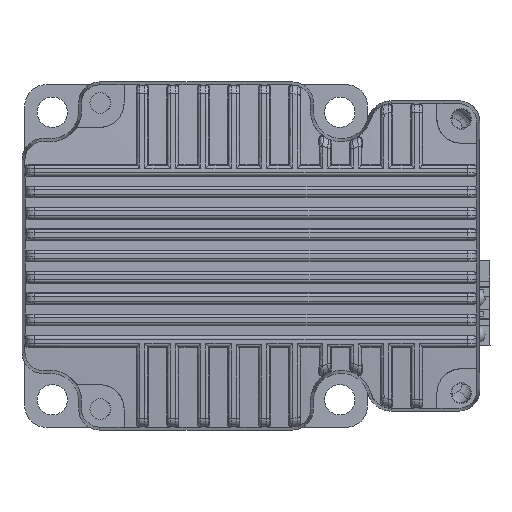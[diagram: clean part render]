
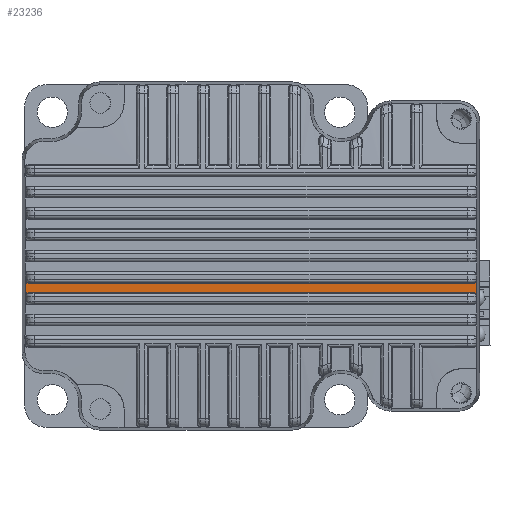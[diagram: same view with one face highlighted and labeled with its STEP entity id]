
A CAD part, front view. The second image highlights one B-rep face of the part: STEP entity #23236.
In plain terms, the highlighted cylindrical face has radius 272.359 mm (diameter 544.717 mm), a partial arc.
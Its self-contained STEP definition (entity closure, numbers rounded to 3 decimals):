
#488 = VECTOR ( 'NONE', #10851, 1000. ) ;
#522 = VERTEX_POINT ( 'NONE', #29466 ) ;
#648 = CARTESIAN_POINT ( 'NONE',  ( -17.211, -108.093, 55.894 ) ) ;
#810 = EDGE_LOOP ( 'NONE', ( #6421, #20440, #16289, #1958, #31710, #8516, #6282, #19589 ) ) ;
#1018 = CARTESIAN_POINT ( 'NONE',  ( 56.647, -108.115, 57.154 ) ) ;
#1958 = ORIENTED_EDGE ( 'NONE', *, *, #33833, .F. ) ;
#3692 = CARTESIAN_POINT ( 'NONE',  ( -17.211, -108.11, 56.747 ) ) ;
#3903 = CARTESIAN_POINT ( 'NONE',  ( 56.386, -108.114, 57.1 ) ) ;
#5922 = CARTESIAN_POINT ( 'NONE',  ( -17.212, -108.076, 55.174 ) ) ;
#6282 = ORIENTED_EDGE ( 'NONE', *, *, #21637, .T. ) ;
#6421 = ORIENTED_EDGE ( 'NONE', *, *, #37490, .F. ) ;
#6492 = CARTESIAN_POINT ( 'NONE',  ( 56.886, -108.073, 55.042 ) ) ;
#6749 = CARTESIAN_POINT ( 'NONE',  ( 56.386, -108.114, 57.1 ) ) ;
#6887 =( BOUNDED_CURVE ( )  B_SPLINE_CURVE ( 3, ( #29700, #648, #3692, #24120 ),
 .UNSPECIFIED., .F., .F. ) 
 B_SPLINE_CURVE_WITH_KNOTS ( ( 4, 4 ),
 ( 3.118, 3.127 ),
 .UNSPECIFIED. ) 
 CURVE ( )  GEOMETRIC_REPRESENTATION_ITEM ( )  RATIONAL_B_SPLINE_CURVE ( ( 1., 1., 1., 1. ) ) 
 REPRESENTATION_ITEM ( '' )  );
#7197 = CARTESIAN_POINT ( 'NONE',  ( -16.711, -108.114, 57.1 ) ) ;
#7330 = VERTEX_POINT ( 'NONE', #37076 ) ;
#7584 = B_SPLINE_CURVE_WITH_KNOTS ( 'NONE', 3,
 ( #30052, #9700, #18496, #1018, #21434, #3903 ),
 .UNSPECIFIED., .F., .F.,
 ( 4, 2, 4 ),
 ( 0., 0., 0.001 ),
 .UNSPECIFIED. ) ;
#8516 = ORIENTED_EDGE ( 'NONE', *, *, #13351, .T. ) ;
#9293 = DIRECTION ( 'NONE',  ( -1., 0., 0. ) ) ;
#9700 = CARTESIAN_POINT ( 'NONE',  ( 56.886, -108.12, 57.468 ) ) ;
#10430 = VERTEX_POINT ( 'NONE', #25192 ) ;
#10851 = DIRECTION ( 'NONE',  ( 1., 0., 0. ) ) ;
#12200 = CARTESIAN_POINT ( 'NONE',  ( 184.931, 164.208, 61.57 ) ) ;
#12373 = CARTESIAN_POINT ( 'NONE',  ( 56.886, -108.076, 55.174 ) ) ;
#12497 = LINE ( 'NONE', #21153, #27090 ) ;
#13317 = VERTEX_POINT ( 'NONE', #6749 ) ;
#13351 = EDGE_CURVE ( 'NONE', #20964, #13317, #7584, .T. ) ;
#14258 = CYLINDRICAL_SURFACE ( 'NONE', #15186, 272.359 ) ;
#14748 = CARTESIAN_POINT ( 'NONE',  ( -16.973, -108.083, 55.487 ) ) ;
#15077 = B_SPLINE_CURVE_WITH_KNOTS ( 'NONE', 3,
 ( #26889, #12373, #32685, #15297, #35587, #18241 ),
 .UNSPECIFIED., .F., .F.,
 ( 4, 2, 4 ),
 ( 0., 0., 0.001 ),
 .UNSPECIFIED. ) ;
#15186 = AXIS2_PLACEMENT_3D ( 'NONE', #12200, #9293, #32548 ) ;
#15297 = CARTESIAN_POINT ( 'NONE',  ( 56.648, -108.083, 55.487 ) ) ;
#16050 = CARTESIAN_POINT ( 'NONE',  ( -17.157, -108.118, 57.339 ) ) ;
#16289 = ORIENTED_EDGE ( 'NONE', *, *, #33379, .T. ) ;
#17675 = CARTESIAN_POINT ( 'NONE',  ( -16.712, -108.084, 55.541 ) ) ;
#18241 = CARTESIAN_POINT ( 'NONE',  ( 56.386, -108.084, 55.541 ) ) ;
#18496 = CARTESIAN_POINT ( 'NONE',  ( 56.831, -108.118, 57.339 ) ) ;
#18949 = CARTESIAN_POINT ( 'NONE',  ( -17.211, -108.122, 57.6 ) ) ;
#19152 = EDGE_CURVE ( 'NONE', #20964, #522, #26110, .T. ) ;
#19589 = ORIENTED_EDGE ( 'NONE', *, *, #28513, .T. ) ;
#20440 = ORIENTED_EDGE ( 'NONE', *, *, #28838, .T. ) ;
#20885 = CARTESIAN_POINT ( 'NONE',  ( 56.886, -108.11, 56.747 ) ) ;
#20964 = VERTEX_POINT ( 'NONE', #35722 ) ;
#21030 = CARTESIAN_POINT ( 'NONE',  ( 56.886, -108.122, 57.6 ) ) ;
#21153 = CARTESIAN_POINT ( 'NONE',  ( 184.931, -108.114, 57.1 ) ) ;
#21434 = CARTESIAN_POINT ( 'NONE',  ( 56.518, -108.114, 57.1 ) ) ;
#21637 = EDGE_CURVE ( 'NONE', #13317, #27637, #12497, .T. ) ;
#22350 = CARTESIAN_POINT ( 'NONE',  ( 184.931, -108.084, 55.541 ) ) ;
#22354 = CARTESIAN_POINT ( 'NONE',  ( -16.712, -108.084, 55.541 ) ) ;
#23236 = ADVANCED_FACE ( 'NONE', ( #29713 ), #14258, .T. ) ;
#23774 = LINE ( 'NONE', #22350, #488 ) ;
#23961 = CARTESIAN_POINT ( 'NONE',  ( 56.886, -108.093, 55.894 ) ) ;
#24088 = DIRECTION ( 'NONE',  ( -1., 0., 0. ) ) ;
#24120 = CARTESIAN_POINT ( 'NONE',  ( -17.211, -108.122, 57.6 ) ) ;
#25192 = CARTESIAN_POINT ( 'NONE',  ( -17.211, -108.122, 57.6 ) ) ;
#26087 = CARTESIAN_POINT ( 'NONE',  ( -17.212, -108.073, 55.042 ) ) ;
#26110 =( BOUNDED_CURVE ( )  B_SPLINE_CURVE ( 3, ( #21030, #20885, #23961, #6492 ),
 .UNSPECIFIED., .F., .T. ) 
 B_SPLINE_CURVE_WITH_KNOTS ( ( 4, 4 ),
 ( 0.015, 0.024 ),
 .UNSPECIFIED. ) 
 CURVE ( )  GEOMETRIC_REPRESENTATION_ITEM ( )  RATIONAL_B_SPLINE_CURVE ( ( 1., 1., 1., 1. ) ) 
 REPRESENTATION_ITEM ( '' )  );
#26301 = B_SPLINE_CURVE_WITH_KNOTS ( 'NONE', 3,
 ( #26087, #5922, #32126, #14748, #35020, #17675 ),
 .UNSPECIFIED., .F., .F.,
 ( 4, 2, 4 ),
 ( 0., 0., 0.001 ),
 .UNSPECIFIED. ) ;
#26889 = CARTESIAN_POINT ( 'NONE',  ( 56.886, -108.073, 55.042 ) ) ;
#26968 = B_SPLINE_CURVE_WITH_KNOTS ( 'NONE', 3,
 ( #7197, #36169, #33400, #16050, #36297, #18949 ),
 .UNSPECIFIED., .F., .F.,
 ( 4, 2, 4 ),
 ( 0., 0., 0.001 ),
 .UNSPECIFIED. ) ;
#27090 = VECTOR ( 'NONE', #24088, 1000. ) ;
#27637 = VERTEX_POINT ( 'NONE', #33592 ) ;
#28333 = VERTEX_POINT ( 'NONE', #31660 ) ;
#28513 = EDGE_CURVE ( 'NONE', #27637, #10430, #26968, .T. ) ;
#28838 = EDGE_CURVE ( 'NONE', #7330, #29159, #26301, .T. ) ;
#29159 = VERTEX_POINT ( 'NONE', #22354 ) ;
#29466 = CARTESIAN_POINT ( 'NONE',  ( 56.886, -108.073, 55.042 ) ) ;
#29700 = CARTESIAN_POINT ( 'NONE',  ( -17.212, -108.073, 55.042 ) ) ;
#29713 = FACE_OUTER_BOUND ( 'NONE', #810, .T. ) ;
#30052 = CARTESIAN_POINT ( 'NONE',  ( 56.886, -108.122, 57.6 ) ) ;
#31660 = CARTESIAN_POINT ( 'NONE',  ( 56.386, -108.084, 55.541 ) ) ;
#31710 = ORIENTED_EDGE ( 'NONE', *, *, #19152, .F. ) ;
#32126 = CARTESIAN_POINT ( 'NONE',  ( -17.158, -108.079, 55.303 ) ) ;
#32548 = DIRECTION ( 'NONE',  ( 0., 0., 1. ) ) ;
#32685 = CARTESIAN_POINT ( 'NONE',  ( 56.832, -108.079, 55.303 ) ) ;
#33379 = EDGE_CURVE ( 'NONE', #29159, #28333, #23774, .T. ) ;
#33400 = CARTESIAN_POINT ( 'NONE',  ( -16.972, -108.115, 57.154 ) ) ;
#33592 = CARTESIAN_POINT ( 'NONE',  ( -16.711, -108.114, 57.1 ) ) ;
#33833 = EDGE_CURVE ( 'NONE', #522, #28333, #15077, .T. ) ;
#35020 = CARTESIAN_POINT ( 'NONE',  ( -16.844, -108.084, 55.541 ) ) ;
#35587 = CARTESIAN_POINT ( 'NONE',  ( 56.518, -108.084, 55.541 ) ) ;
#35722 = CARTESIAN_POINT ( 'NONE',  ( 56.886, -108.122, 57.6 ) ) ;
#36169 = CARTESIAN_POINT ( 'NONE',  ( -16.843, -108.114, 57.1 ) ) ;
#36297 = CARTESIAN_POINT ( 'NONE',  ( -17.211, -108.12, 57.468 ) ) ;
#37076 = CARTESIAN_POINT ( 'NONE',  ( -17.212, -108.073, 55.042 ) ) ;
#37490 = EDGE_CURVE ( 'NONE', #7330, #10430, #6887, .T. ) ;
